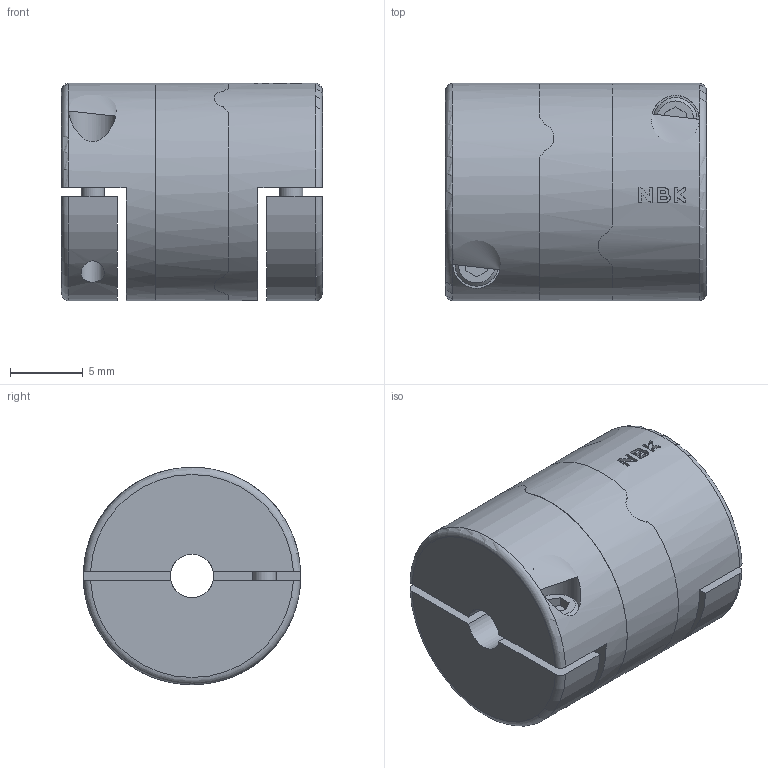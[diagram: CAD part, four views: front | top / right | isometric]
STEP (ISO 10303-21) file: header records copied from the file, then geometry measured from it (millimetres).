
FILE_DESCRIPTION(/* description */ ('STEP AP214'),/* implementation_level */ '2;1');
FILE_NAME(/* name */ 'XGS-15CS-3-5',/* time_stamp */ '2024-06-05T11:18:07+02:00',/* author */ ('License CC BY-ND 4.0'),/* organization */ ('CADENAS'),/* preprocessor_version */ 'ST-DEVELOPER v19.3',/* originating_system */ 'PARTsolutions',/* authorisation */ ' ');
FILE_SCHEMA (('AUTOMOTIVE_DESIGN {1 0 10303 214 3 1 1}'));
Length unit declared in the file: millimetre
Products named in the file (4): XGS-15CS-3-5; XGS-15CS - 3-5 - Hub 1; XGS-15CS - 3-5 - Anti-Vibration Rubber; XGS-15CS - 3-5 - Hub 2
Assembly tree (3 placements, depth 2):
  XGS-15CS-3-5
    XGS-15CS - 3-5 - Hub 1
    XGS-15CS - 3-5 - Anti-Vibration Rubber
    XGS-15CS - 3-5 - Hub 2
Bounding box: 18 x 15 x 15 mm (x, y, z)
Volume: 2655.8 mm3; surface area: 2671.3 mm2
Topology: 3 solids, 3 shells, 131 faces, 332 edges, 219 vertices
Faces by surface type: plane 91, cylinder 34, torus 4, cone 2
Full cylindrical faces by diameter (mm): 1.6 x4, 2 x2, 3 x3, 3.3 x2, 5 x1, 6 x1, 15 x3
Entity records: 3989 total; most frequent: CARTESIAN_POINT 814, DIRECTION 643, ORIENTED_EDGE 608, EDGE_CURVE 304, AXIS2_PLACEMENT_3D 234, VERTEX_POINT 209, LINE 175, VECTOR 175
